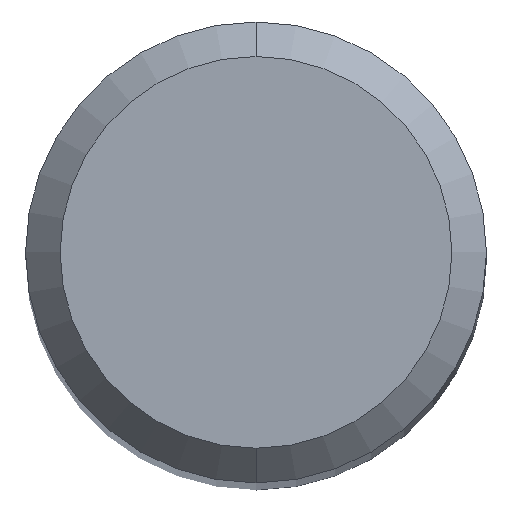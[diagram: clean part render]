
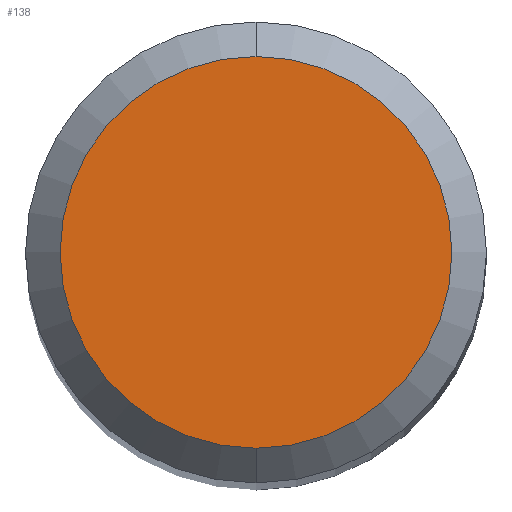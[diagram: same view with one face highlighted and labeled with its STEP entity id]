
A CAD part, top view. The second image highlights one B-rep face of the part: STEP entity #138.
In plain terms, the highlighted planar face has unit normal (0, 0, 1).
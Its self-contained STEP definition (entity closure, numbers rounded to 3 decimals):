
#104=VERTEX_POINT('',#242);
#138=ADVANCED_FACE('',(#281),#282,.T.);
#140=VERTEX_POINT('',#284);
#154=EDGE_CURVE('',#140,#104,#299,.T.);
#192=EDGE_CURVE('',#104,#140,#341,.T.);
#242=CARTESIAN_POINT('',(0.0,1.7,0.0));
#281=FACE_OUTER_BOUND('',#439,.T.);
#282=PLANE('',#440);
#284=CARTESIAN_POINT('',(0.,-1.7,0.0));
#299=CIRCLE('',#464,1.7);
#341=CIRCLE('',#515,1.7);
#439=EDGE_LOOP('',(#611,#612));
#440=AXIS2_PLACEMENT_3D('',#613,#614,#615);
#464=AXIS2_PLACEMENT_3D('',#632,#633,#634);
#515=AXIS2_PLACEMENT_3D('',#682,#683,#684);
#611=ORIENTED_EDGE('',*,*,#192,.F.);
#612=ORIENTED_EDGE('',*,*,#154,.F.);
#613=CARTESIAN_POINT('',(0.0,0.85,0.0));
#614=DIRECTION('',(-0.0,0.0,1.0));
#615=DIRECTION('',(0.0,-1.0,0.0));
#632=CARTESIAN_POINT('',(0.0,0.0,0.0));
#633=DIRECTION('',(0.0,0.0,-1.0));
#634=DIRECTION('',(0.0,1.0,0.0));
#682=CARTESIAN_POINT('',(0.0,0.0,0.0));
#683=DIRECTION('',(0.0,0.0,-1.0));
#684=DIRECTION('',(0.0,1.0,0.0));
